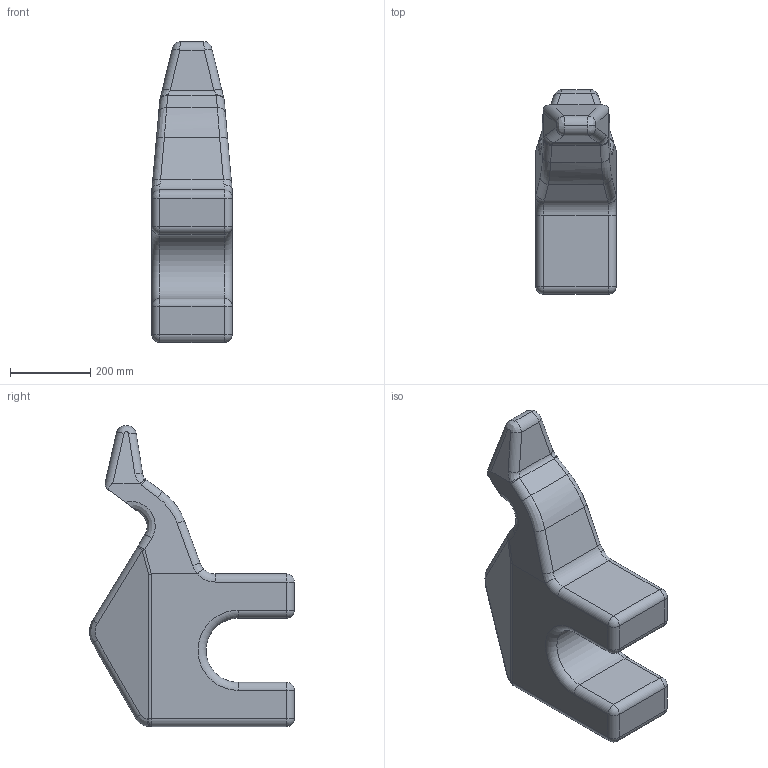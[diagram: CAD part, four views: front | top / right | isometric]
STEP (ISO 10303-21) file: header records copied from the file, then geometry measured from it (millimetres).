
FILE_DESCRIPTION (( 'STEP AP203' ), '1' );
FILE_NAME ('Dromedary.STEP', '2017-10-12T07:08:38', ( '' ), ( '' ), 'SwSTEP 2.0', 'SolidWorks 2016', '' );
FILE_SCHEMA (( 'CONFIG_CONTROL_DESIGN' ));
Length unit declared in the file: millimetre
Products named in the file (1): Dromedary
Bounding box: 200 x 510 x 750.01 mm (x, y, z)
Volume: 33302224.3 mm3; surface area: 789703.5 mm2
Topology: 1 solids, 1 shells, 102 faces, 243 edges, 133 vertices
Faces by surface type: cylinder 46, plane 21, bspline 19, sphere 12, torus 4
Entity records: 3567 total; most frequent: CARTESIAN_POINT 1403, ORIENTED_EDGE 466, DIRECTION 419, EDGE_CURVE 233, AXIS2_PLACEMENT_3D 161, VERTEX_POINT 133, EDGE_LOOP 102, ADVANCED_FACE 102
